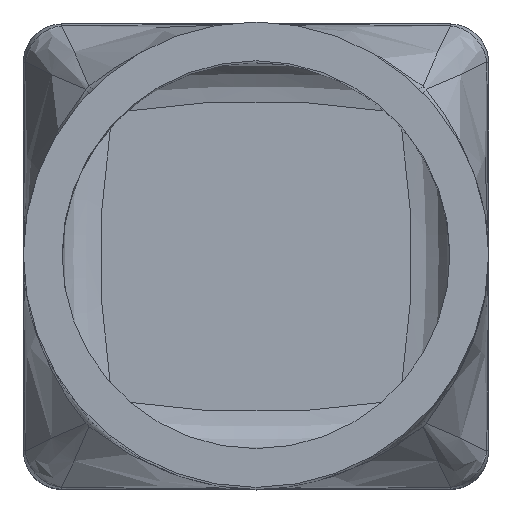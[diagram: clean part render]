
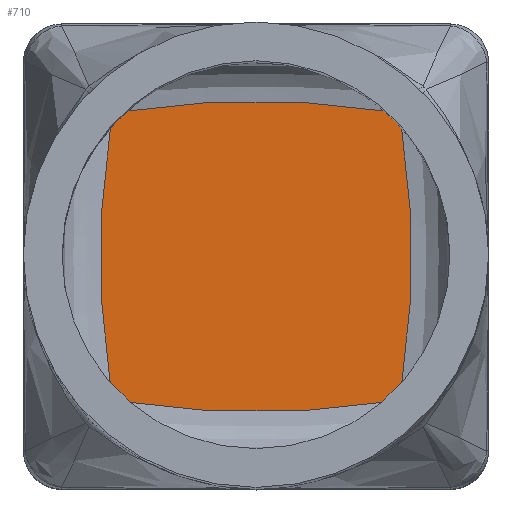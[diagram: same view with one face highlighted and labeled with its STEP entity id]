
A CAD part, top view. The second image highlights one B-rep face of the part: STEP entity #710.
In plain terms, the highlighted planar face has unit normal (0, 0, 1).
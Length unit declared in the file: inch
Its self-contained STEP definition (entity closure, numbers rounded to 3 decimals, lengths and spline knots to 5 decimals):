
#710 = ADVANCED_FACE( '', ( #1988 ), #1989, .T. );
#722 = VERTEX_POINT( '', #2001 );
#740 = EDGE_CURVE( '', #1718, #962, #2020, .T. );
#942 = EDGE_CURVE( '', #722, #1718, #2242, .T. );
#958 = EDGE_CURVE( '', #962, #1664, #2259, .T. );
#962 = VERTEX_POINT( '', #2263 );
#1094 = EDGE_CURVE( '', #1664, #722, #2411, .T. );
#1664 = VERTEX_POINT( '', #3045 );
#1718 = VERTEX_POINT( '', #3105 );
#1988 = FACE_OUTER_BOUND( '', #3604, .T. );
#1989 = PLANE( '', #3605 );
#2001 = CARTESIAN_POINT( '', ( 0.46391, -0.46391, -0.5 ) );
#2020 = B_SPLINE_CURVE_WITH_KNOTS( '', 3, ( #3793, #3794, #3795, #3796, #3797, #3798, #3799, #3800, #3801, #3802, #3803, #3804, #3805, #3806, #3807, #3808, #3809, #3810 ), .UNSPECIFIED., .F., .F., ( 4, 2, 2, 2, 2, 2, 2, 2, 4 ), ( -1.00309, -0.89373, -0.71719, -0.60685, -0.53789, -0.46893, -0.3586, -0.18206, -0.0727 ), .UNSPECIFIED. );
#2242 = B_SPLINE_CURVE_WITH_KNOTS( '', 3, ( #4980, #4981, #4982, #4983, #4984, #4985, #4986, #4987, #4988, #4989, #4990, #4991, #4992, #4993, #4994, #4995, #4996, #4997 ), .UNSPECIFIED., .F., .F., ( 4, 2, 2, 2, 2, 2, 2, 2, 4 ), ( -1.00309, -0.89373, -0.71719, -0.60685, -0.53789, -0.46893, -0.3586, -0.18206, -0.0727 ), .UNSPECIFIED. );
#2259 = B_SPLINE_CURVE_WITH_KNOTS( '', 3, ( #5158, #5159, #5160, #5161, #5162, #5163, #5164, #5165, #5166, #5167, #5168, #5169, #5170, #5171, #5172, #5173, #5174, #5175 ), .UNSPECIFIED., .F., .F., ( 4, 2, 2, 2, 2, 2, 2, 2, 4 ), ( -1.00309, -0.89373, -0.71719, -0.60685, -0.53789, -0.46893, -0.3586, -0.18206, -0.0727 ), .UNSPECIFIED. );
#2263 = CARTESIAN_POINT( '', ( -0.46391, 0.46391, -0.5 ) );
#2411 = B_SPLINE_CURVE_WITH_KNOTS( '', 3, ( #6181, #6182, #6183, #6184, #6185, #6186, #6187, #6188, #6189, #6190, #6191, #6192, #6193, #6194, #6195, #6196, #6197, #6198 ), .UNSPECIFIED., .F., .F., ( 4, 2, 2, 2, 2, 2, 2, 2, 4 ), ( -1.00309, -0.89373, -0.71719, -0.60685, -0.53789, -0.46893, -0.3586, -0.18206, -0.0727 ), .UNSPECIFIED. );
#3045 = CARTESIAN_POINT( '', ( 0.46391, 0.46391, -0.5 ) );
#3105 = CARTESIAN_POINT( '', ( -0.46391, -0.46391, -0.5 ) );
#3604 = EDGE_LOOP( '', ( #12041, #12042, #12043, #12044 ) );
#3605 = AXIS2_PLACEMENT_3D( '', #12045, #12046, #12047 );
#3793 = CARTESIAN_POINT( '', ( -0.46391, -0.46391, -0.5 ) );
#3794 = CARTESIAN_POINT( '', ( -0.47041, -0.42804, -0.5 ) );
#3795 = CARTESIAN_POINT( '', ( -0.47574, -0.39195, -0.5 ) );
#3796 = CARTESIAN_POINT( '', ( -0.48731, -0.29726, -0.5 ) );
#3797 = CARTESIAN_POINT( '', ( -0.49213, -0.23845, -0.5 ) );
#3798 = CARTESIAN_POINT( '', ( -0.49727, -0.14272, -0.5 ) );
#3799 = CARTESIAN_POINT( '', ( -0.49859, -0.10586, -0.5 ) );
#3800 = CARTESIAN_POINT( '', ( -0.49977, -0.046, -0.5 ) );
#3801 = CARTESIAN_POINT( '', ( -0.5, -0.02299, -0.5 ) );
#3802 = CARTESIAN_POINT( '', ( -0.5, 0.02299, -0.5 ) );
#3803 = CARTESIAN_POINT( '', ( -0.49977, 0.046, -0.5 ) );
#3804 = CARTESIAN_POINT( '', ( -0.49859, 0.10586, -0.5 ) );
#3805 = CARTESIAN_POINT( '', ( -0.49727, 0.14272, -0.5 ) );
#3806 = CARTESIAN_POINT( '', ( -0.49213, 0.23845, -0.5 ) );
#3807 = CARTESIAN_POINT( '', ( -0.48731, 0.29726, -0.5 ) );
#3808 = CARTESIAN_POINT( '', ( -0.47574, 0.39195, -0.5 ) );
#3809 = CARTESIAN_POINT( '', ( -0.47041, 0.42804, -0.5 ) );
#3810 = CARTESIAN_POINT( '', ( -0.46391, 0.46391, -0.5 ) );
#4980 = CARTESIAN_POINT( '', ( 0.46391, -0.46391, -0.5 ) );
#4981 = CARTESIAN_POINT( '', ( 0.42804, -0.47041, -0.5 ) );
#4982 = CARTESIAN_POINT( '', ( 0.39195, -0.47574, -0.5 ) );
#4983 = CARTESIAN_POINT( '', ( 0.29726, -0.48731, -0.5 ) );
#4984 = CARTESIAN_POINT( '', ( 0.23845, -0.49213, -0.5 ) );
#4985 = CARTESIAN_POINT( '', ( 0.14272, -0.49727, -0.5 ) );
#4986 = CARTESIAN_POINT( '', ( 0.10586, -0.49859, -0.5 ) );
#4987 = CARTESIAN_POINT( '', ( 0.046, -0.49977, -0.5 ) );
#4988 = CARTESIAN_POINT( '', ( 0.02299, -0.5, -0.5 ) );
#4989 = CARTESIAN_POINT( '', ( -0.02299, -0.5, -0.5 ) );
#4990 = CARTESIAN_POINT( '', ( -0.046, -0.49977, -0.5 ) );
#4991 = CARTESIAN_POINT( '', ( -0.10586, -0.49859, -0.5 ) );
#4992 = CARTESIAN_POINT( '', ( -0.14272, -0.49727, -0.5 ) );
#4993 = CARTESIAN_POINT( '', ( -0.23845, -0.49213, -0.5 ) );
#4994 = CARTESIAN_POINT( '', ( -0.29726, -0.48731, -0.5 ) );
#4995 = CARTESIAN_POINT( '', ( -0.39195, -0.47574, -0.5 ) );
#4996 = CARTESIAN_POINT( '', ( -0.42804, -0.47041, -0.5 ) );
#4997 = CARTESIAN_POINT( '', ( -0.46391, -0.46391, -0.5 ) );
#5158 = CARTESIAN_POINT( '', ( -0.46391, 0.46391, -0.5 ) );
#5159 = CARTESIAN_POINT( '', ( -0.42804, 0.47041, -0.5 ) );
#5160 = CARTESIAN_POINT( '', ( -0.39195, 0.47574, -0.5 ) );
#5161 = CARTESIAN_POINT( '', ( -0.29726, 0.48731, -0.5 ) );
#5162 = CARTESIAN_POINT( '', ( -0.23845, 0.49213, -0.5 ) );
#5163 = CARTESIAN_POINT( '', ( -0.14272, 0.49727, -0.5 ) );
#5164 = CARTESIAN_POINT( '', ( -0.10586, 0.49859, -0.5 ) );
#5165 = CARTESIAN_POINT( '', ( -0.046, 0.49977, -0.5 ) );
#5166 = CARTESIAN_POINT( '', ( -0.02299, 0.5, -0.5 ) );
#5167 = CARTESIAN_POINT( '', ( 0.02299, 0.5, -0.5 ) );
#5168 = CARTESIAN_POINT( '', ( 0.046, 0.49977, -0.5 ) );
#5169 = CARTESIAN_POINT( '', ( 0.10586, 0.49859, -0.5 ) );
#5170 = CARTESIAN_POINT( '', ( 0.14272, 0.49727, -0.5 ) );
#5171 = CARTESIAN_POINT( '', ( 0.23845, 0.49213, -0.5 ) );
#5172 = CARTESIAN_POINT( '', ( 0.29726, 0.48731, -0.5 ) );
#5173 = CARTESIAN_POINT( '', ( 0.39195, 0.47574, -0.5 ) );
#5174 = CARTESIAN_POINT( '', ( 0.42804, 0.47041, -0.5 ) );
#5175 = CARTESIAN_POINT( '', ( 0.46391, 0.46391, -0.5 ) );
#6181 = CARTESIAN_POINT( '', ( 0.46391, 0.46391, -0.5 ) );
#6182 = CARTESIAN_POINT( '', ( 0.47041, 0.42804, -0.5 ) );
#6183 = CARTESIAN_POINT( '', ( 0.47574, 0.39195, -0.5 ) );
#6184 = CARTESIAN_POINT( '', ( 0.48731, 0.29726, -0.5 ) );
#6185 = CARTESIAN_POINT( '', ( 0.49213, 0.23845, -0.5 ) );
#6186 = CARTESIAN_POINT( '', ( 0.49727, 0.14272, -0.5 ) );
#6187 = CARTESIAN_POINT( '', ( 0.49859, 0.10586, -0.5 ) );
#6188 = CARTESIAN_POINT( '', ( 0.49977, 0.046, -0.5 ) );
#6189 = CARTESIAN_POINT( '', ( 0.5, 0.02299, -0.5 ) );
#6190 = CARTESIAN_POINT( '', ( 0.5, -0.02299, -0.5 ) );
#6191 = CARTESIAN_POINT( '', ( 0.49977, -0.046, -0.5 ) );
#6192 = CARTESIAN_POINT( '', ( 0.49859, -0.10586, -0.5 ) );
#6193 = CARTESIAN_POINT( '', ( 0.49727, -0.14272, -0.5 ) );
#6194 = CARTESIAN_POINT( '', ( 0.49213, -0.23845, -0.5 ) );
#6195 = CARTESIAN_POINT( '', ( 0.48731, -0.29726, -0.5 ) );
#6196 = CARTESIAN_POINT( '', ( 0.47574, -0.39195, -0.5 ) );
#6197 = CARTESIAN_POINT( '', ( 0.47041, -0.42804, -0.5 ) );
#6198 = CARTESIAN_POINT( '', ( 0.46391, -0.46391, -0.5 ) );
#12041 = ORIENTED_EDGE( '', *, *, #958, .F. );
#12042 = ORIENTED_EDGE( '', *, *, #740, .F. );
#12043 = ORIENTED_EDGE( '', *, *, #942, .F. );
#12044 = ORIENTED_EDGE( '', *, *, #1094, .F. );
#12045 = CARTESIAN_POINT( '', ( 0., 0., -0.5 ) );
#12046 = DIRECTION( '', ( 0., 0., 1. ) );
#12047 = DIRECTION( '', ( 1., 0., 0. ) );
